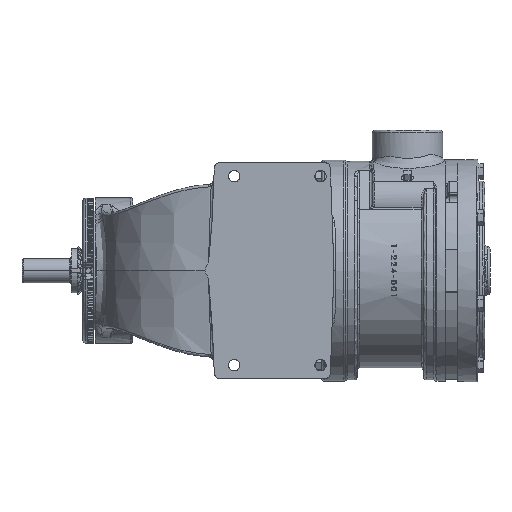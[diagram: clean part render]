
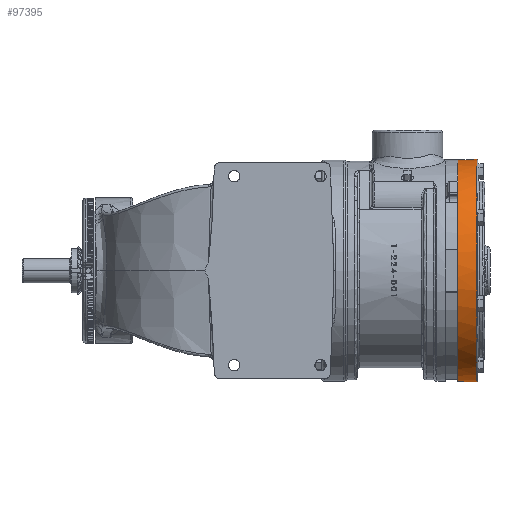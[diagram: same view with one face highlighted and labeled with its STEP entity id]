
A CAD part, front view. The second image highlights one B-rep face of the part: STEP entity #97395.
In plain terms, the highlighted conical face has half-angle 2 degrees and reference radius 130.112 mm.
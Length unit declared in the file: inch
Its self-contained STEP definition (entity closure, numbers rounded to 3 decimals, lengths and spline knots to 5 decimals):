
#3879 = CARTESIAN_POINT ( 'NONE',  ( 5.67, 0., 5.12669 ) ) ;
#10235 = EDGE_CURVE ( 'NONE', #27401, #169410, #177626, .T. ) ;
#17577 = ORIENTED_EDGE ( 'NONE', *, *, #88847, .F. ) ;
#21428 = CARTESIAN_POINT ( 'NONE',  ( 5.67, -5.0541, 0.8597 ) ) ;
#27401 = VERTEX_POINT ( 'NONE', #179776 ) ;
#28944 = CARTESIAN_POINT ( 'NONE',  ( 5.55, 0., 0. ) ) ;
#35053 = DIRECTION ( 'NONE',  ( -1., 0., 0. ) ) ;
#35550 = EDGE_LOOP ( 'NONE', ( #171062, #111511, #64350, #17577, #168017, #129948, #172023 ) ) ;
#37718 = CARTESIAN_POINT ( 'NONE',  ( 6.54791, 0., 5.15735 ) ) ;
#43443 = DIRECTION ( 'NONE',  ( -1., 0., 0. ) ) ;
#49807 = DIRECTION ( 'NONE',  ( -1., 0., 0. ) ) ;
#59883 = VECTOR ( 'NONE', #136890, 39.37008 ) ;
#64350 = ORIENTED_EDGE ( 'NONE', *, *, #10235, .F. ) ;
#66048 = VERTEX_POINT ( 'NONE', #91866 ) ;
#70352 = CARTESIAN_POINT ( 'NONE',  ( 5.67, 0., 0. ) ) ;
#72695 = FACE_OUTER_BOUND ( 'NONE', #35550, .T. ) ;
#76451 = VERTEX_POINT ( 'NONE', #37718 ) ;
#78697 = CARTESIAN_POINT ( 'NONE',  ( 5.67, 0., 0. ) ) ;
#84857 = AXIS2_PLACEMENT_3D ( 'NONE', #131912, #43443, #146806 ) ;
#85208 = DIRECTION ( 'NONE',  ( 0., 0., -1. ) ) ;
#87070 = AXIS2_PLACEMENT_3D ( 'NONE', #78697, #182096, #93502 ) ;
#88847 = EDGE_CURVE ( 'NONE', #66048, #27401, #126671, .T. ) ;
#91866 = CARTESIAN_POINT ( 'NONE',  ( 5.67, -0.8597, -5.0541 ) ) ;
#93502 = DIRECTION ( 'NONE',  ( 0., 0., 1. ) ) ;
#94609 = LINE ( 'NONE', #122050, #59883 ) ;
#97007 = VERTEX_POINT ( 'NONE', #164725 ) ;
#97395 = ADVANCED_FACE ( 'NONE', ( #72695 ), #167447, .T. ) ;
#97600 = AXIS2_PLACEMENT_3D ( 'NONE', #28944, #103106, #119219 ) ;
#103106 = DIRECTION ( 'NONE',  ( 1., 0., 0. ) ) ;
#106101 = CIRCLE ( 'NONE', #84857, 5.12669 ) ;
#111511 = ORIENTED_EDGE ( 'NONE', *, *, #189129, .F. ) ;
#115449 = AXIS2_PLACEMENT_3D ( 'NONE', #70352, #173789, #85208 ) ;
#116966 = VERTEX_POINT ( 'NONE', #3879 ) ;
#117827 = CARTESIAN_POINT ( 'NONE',  ( 6.54791, 0., -5.15735 ) ) ;
#119219 = DIRECTION ( 'NONE',  ( 0., 0., -1. ) ) ;
#120642 = EDGE_CURVE ( 'NONE', #97007, #66048, #106101, .T. ) ;
#122050 = CARTESIAN_POINT ( 'NONE',  ( 5.55, 0., 5.1225 ) ) ;
#123465 = CARTESIAN_POINT ( 'NONE',  ( 6.54791, 0., 0. ) ) ;
#126671 = CIRCLE ( 'NONE', #185224, 5.12669 ) ;
#129948 = ORIENTED_EDGE ( 'NONE', *, *, #137053, .T. ) ;
#131091 = CARTESIAN_POINT ( 'NONE',  ( 5.55, 0., -5.1225 ) ) ;
#131912 = CARTESIAN_POINT ( 'NONE',  ( 5.67, 0., 0. ) ) ;
#132221 = AXIS2_PLACEMENT_3D ( 'NONE', #123465, #35053, #138289 ) ;
#134676 = VECTOR ( 'NONE', #145988, 39.37008 ) ;
#136176 = VERTEX_POINT ( 'NONE', #117827 ) ;
#136890 = DIRECTION ( 'NONE',  ( 0.999, 0., 0.035 ) ) ;
#137053 = EDGE_CURVE ( 'NONE', #97007, #136176, #169446, .T. ) ;
#138254 = CARTESIAN_POINT ( 'NONE',  ( 5.67, 0., 0. ) ) ;
#138289 = DIRECTION ( 'NONE',  ( 0., 0., -1. ) ) ;
#145988 = DIRECTION ( 'NONE',  ( 0.999, 0., -0.035 ) ) ;
#146806 = DIRECTION ( 'NONE',  ( 0., 0., -1. ) ) ;
#150782 = EDGE_CURVE ( 'NONE', #136176, #76451, #167775, .T. ) ;
#153200 = DIRECTION ( 'NONE',  ( 0., 0., -1. ) ) ;
#164725 = CARTESIAN_POINT ( 'NONE',  ( 5.67, 0., -5.12669 ) ) ;
#167447 = CONICAL_SURFACE ( 'NONE', #97600, 5.1225, 0.035 ) ;
#167775 = CIRCLE ( 'NONE', #132221, 5.15735 ) ;
#168017 = ORIENTED_EDGE ( 'NONE', *, *, #120642, .F. ) ;
#169410 = VERTEX_POINT ( 'NONE', #21428 ) ;
#169446 = LINE ( 'NONE', #131091, #134676 ) ;
#171062 = ORIENTED_EDGE ( 'NONE', *, *, #172855, .F. ) ;
#172023 = ORIENTED_EDGE ( 'NONE', *, *, #150782, .T. ) ;
#172855 = EDGE_CURVE ( 'NONE', #116966, #76451, #94609, .T. ) ;
#173789 = DIRECTION ( 'NONE',  ( -1., 0., 0. ) ) ;
#177626 = CIRCLE ( 'NONE', #115449, 5.12669 ) ;
#179776 = CARTESIAN_POINT ( 'NONE',  ( 5.67, -5.0541, -0.8597 ) ) ;
#182096 = DIRECTION ( 'NONE',  ( -1., 0., 0. ) ) ;
#185224 = AXIS2_PLACEMENT_3D ( 'NONE', #138254, #49807, #153200 ) ;
#188491 = CIRCLE ( 'NONE', #87070, 5.12669 ) ;
#189129 = EDGE_CURVE ( 'NONE', #169410, #116966, #188491, .T. ) ;
